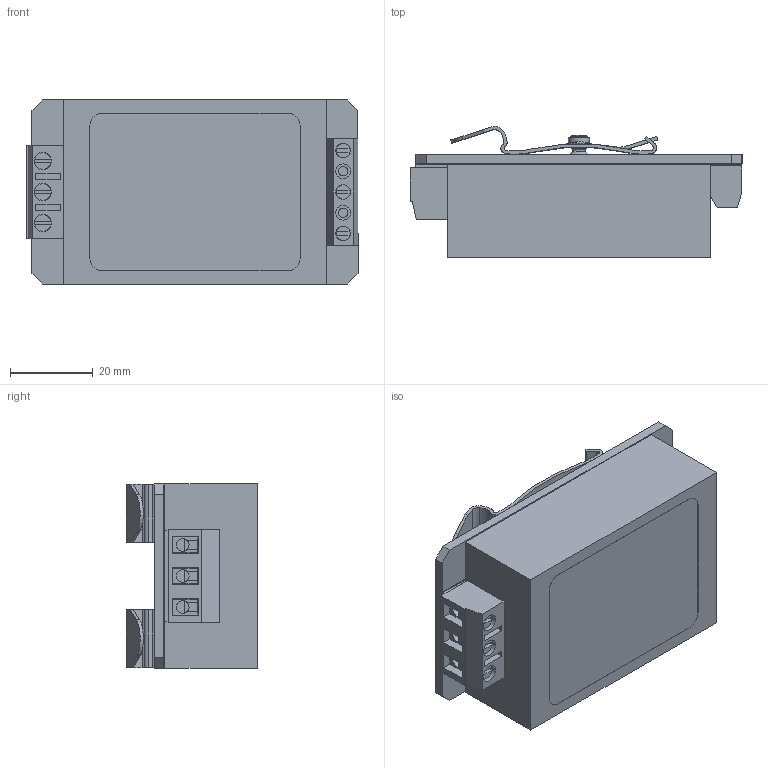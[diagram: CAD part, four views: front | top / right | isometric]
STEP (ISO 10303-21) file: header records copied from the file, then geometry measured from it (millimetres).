
FILE_DESCRIPTION (( 'STEP AP214' ), '1' );
FILE_NAME ('BP72005.STEP', '2022-04-20T18:49:40', ( '' ), ( '' ), 'SwSTEP 2.0', 'SolidWorks 2020', '' );
FILE_SCHEMA (( 'AUTOMOTIVE_DESIGN' ));
Length unit declared in the file: inch
Products named in the file (16): Label_model_ser_050059035; BP72005; 850450240_850450240; 860047926 Rev B_860047928; screw 4 Fl Hd_#4 x .25; Tape_VHB_5W_TB; covers_860047016; 860047460; Round Spacer_#4 .25R,.688L; 730045025; 700064205; ED115_3DS; Screw 4-40x_25 PHMS_90272A106; 321212000 assembly_web model BP4; 321212000 Rev B_web model; 700055065_92010A216
Assembly tree (20 placements, depth 3):
  BP72005
    860047926 Rev B_860047928
    321212000 assembly_web model BP4
      321212000 Rev B_web model
      Round Spacer_#4 .25R,.688L  x2
      Screw 4-40x_25 PHMS_90272A106  x2
    covers_860047016
    ED115_3DS
    730045025
    850450240_850450240
    Tape_VHB_5W_TB
    860047460
    screw 4 Fl Hd_#4 x .25  x2
    Label_model_ser_050059035
    700064205  x2
    700055065_92010A216  x2
Bounding box: 80.18 x 31.69 x 44.45 mm (x, y, z)
Volume: 27546.5 mm3; surface area: 50826.8 mm2
Topology: 25 solids, 25 shells, 1064 faces, 2845 edges, 1862 vertices
Faces by surface type: cylinder 520, plane 430, cone 88, bspline 14, torus 8, sphere 4
Entity records: 30739 total; most frequent: CARTESIAN_POINT 6911, DIRECTION 4311, ORIENTED_EDGE 4292, EDGE_CURVE 2146, AXIS2_PLACEMENT_3D 1576, VERTEX_POINT 1410, VECTOR 1159, LINE 1159
